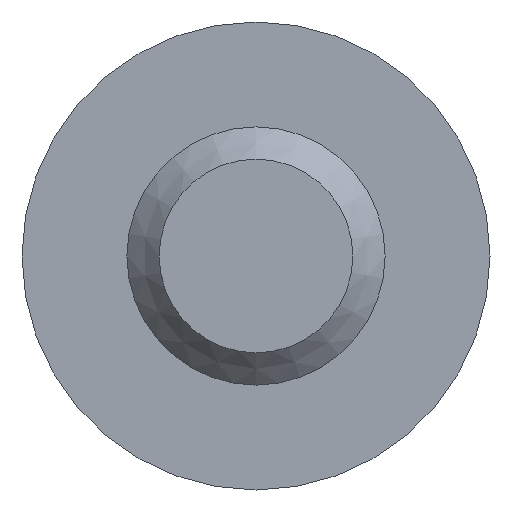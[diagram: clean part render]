
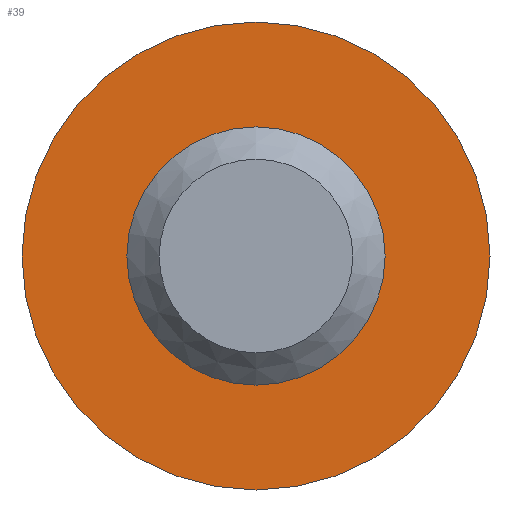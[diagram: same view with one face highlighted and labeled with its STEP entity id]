
A CAD part, front view. The second image highlights one B-rep face of the part: STEP entity #39.
In plain terms, the highlighted planar face has unit normal (0, -1, 0).
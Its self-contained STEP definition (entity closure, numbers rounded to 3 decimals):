
#39 = ADVANCED_FACE( '', ( #79, #80 ), #81, .F. );
#79 = FACE_BOUND( '', #120, .T. );
#80 = FACE_OUTER_BOUND( '', #121, .T. );
#81 = PLANE( '', #122 );
#120 = EDGE_LOOP( '', ( #161 ) );
#121 = EDGE_LOOP( '', ( #162 ) );
#122 = AXIS2_PLACEMENT_3D( '', #163, #164, #165 );
#161 = ORIENTED_EDGE( '', *, *, #199, .F. );
#162 = ORIENTED_EDGE( '', *, *, #203, .T. );
#163 = CARTESIAN_POINT( '', ( 0., 0., -7.25 ) );
#164 = DIRECTION( '', ( 0., 1., 0. ) );
#165 = DIRECTION( '', ( 0., 0., 1. ) );
#199 = EDGE_CURVE( '', #218, #218, #219, .T. );
#203 = EDGE_CURVE( '', #224, #224, #225, .T. );
#218 = VERTEX_POINT( '', #243 );
#219 = CIRCLE( '', #244, 3.85 );
#224 = VERTEX_POINT( '', #249 );
#225 = CIRCLE( '', #250, 7.25 );
#243 = CARTESIAN_POINT( '', ( 0., 0., -3.85 ) );
#244 = AXIS2_PLACEMENT_3D( '', #268, #269, #270 );
#249 = CARTESIAN_POINT( '', ( 0., 0., -7.25 ) );
#250 = AXIS2_PLACEMENT_3D( '', #274, #275, #276 );
#268 = CARTESIAN_POINT( '', ( 0., 0., 0. ) );
#269 = DIRECTION( '', ( 0., -1., 0. ) );
#270 = DIRECTION( '', ( 0., 0., -1. ) );
#274 = CARTESIAN_POINT( '', ( 0., 0., 0. ) );
#275 = DIRECTION( '', ( 0., -1., 0. ) );
#276 = DIRECTION( '', ( 0., 0., -1. ) );
